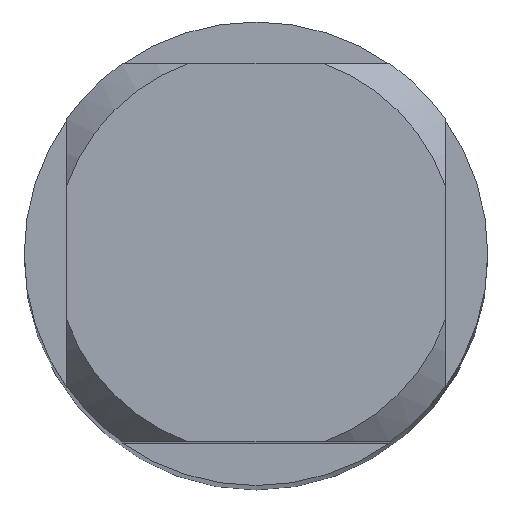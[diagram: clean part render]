
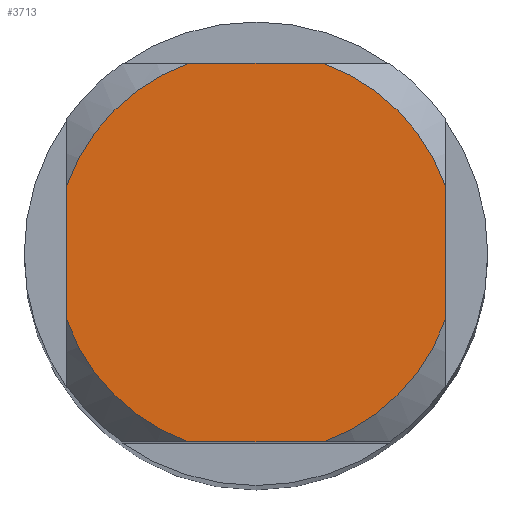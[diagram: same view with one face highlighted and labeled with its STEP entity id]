
A CAD part, top view. The second image highlights one B-rep face of the part: STEP entity #3713.
In plain terms, the highlighted planar face has unit normal (0, 0, 1).
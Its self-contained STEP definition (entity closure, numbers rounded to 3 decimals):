
#1783=VERTEX_POINT('',#5224);
#2135=EDGE_CURVE('',#2959,#3293,#5614,.T.);
#2145=EDGE_CURVE('',#5003,#3701,#5624,.T.);
#2959=VERTEX_POINT('',#6507);
#3293=VERTEX_POINT('',#6869);
#3549=VERTEX_POINT('',#7151);
#3571=EDGE_CURVE('',#3549,#3701,#7175,.T.);
#3701=VERTEX_POINT('',#7322);
#3713=ADVANCED_FACE('',(#7334),#7335,.T.);
#3781=VERTEX_POINT('',#7407);
#3873=EDGE_CURVE('',#1783,#3293,#7507,.T.);
#4173=EDGE_CURVE('',#2959,#3781,#7829,.T.);
#4257=VERTEX_POINT('',#7920);
#4627=EDGE_CURVE('',#3549,#4257,#8332,.T.);
#5003=VERTEX_POINT('',#8738);
#5037=EDGE_CURVE('',#1783,#4257,#8774,.T.);
#5155=EDGE_CURVE('',#5003,#3781,#8900,.T.);
#5224=CARTESIAN_POINT('',(-0.87,-2.45,0.0));
#5614=CIRCLE('',#9884,2.6);
#5624=LINE('',#9910,#9911);
#6507=CARTESIAN_POINT('',(2.45,-0.87,0.0));
#6869=CARTESIAN_POINT('',(0.87,-2.45,0.0));
#7151=CARTESIAN_POINT('',(-2.45,0.87,0.0));
#7175=CIRCLE('',#13629,2.6);
#7322=CARTESIAN_POINT('',(-0.87,2.45,0.0));
#7334=FACE_OUTER_BOUND('',#13984,.T.);
#7335=PLANE('',#13985);
#7407=CARTESIAN_POINT('',(2.45,0.87,0.0));
#7507=LINE('',#14385,#14386);
#7829=LINE('',#15190,#15191);
#7920=CARTESIAN_POINT('',(-2.45,-0.87,0.0));
#8332=LINE('',#16259,#16260);
#8738=CARTESIAN_POINT('',(0.87,2.45,0.0));
#8774=CIRCLE('',#17264,2.6);
#8900=CIRCLE('',#17615,2.6);
#9884=AXIS2_PLACEMENT_3D('',#18073,#18074,#18075);
#9910=CARTESIAN_POINT('',(0.0,2.45,0.0));
#9911=VECTOR('',#18079,1.0);
#13629=AXIS2_PLACEMENT_3D('',#19739,#19740,#19741);
#13984=EDGE_LOOP('',(#19931,#19932,#19933,#19934,#19935,#19936,#19937,#19938));
#13985=AXIS2_PLACEMENT_3D('',#19939,#19940,#19941);
#14385=CARTESIAN_POINT('',(0.0,-2.45,0.0));
#14386=VECTOR('',#20113,1.0);
#15190=CARTESIAN_POINT('',(2.45,0.65,0.0));
#15191=VECTOR('',#20402,1.0);
#16259=CARTESIAN_POINT('',(-2.45,0.65,0.0));
#16260=VECTOR('',#20970,1.0);
#17264=AXIS2_PLACEMENT_3D('',#21493,#21494,#21495);
#17615=AXIS2_PLACEMENT_3D('',#21710,#21711,#21712);
#18073=CARTESIAN_POINT('',(0.0,0.0,0.0));
#18074=DIRECTION('',(0.0,0.0,-1.0));
#18075=DIRECTION('',(0.0,1.0,0.0));
#18079=DIRECTION('',(-1.0,0.0,0.0));
#19739=CARTESIAN_POINT('',(0.0,0.0,0.0));
#19740=DIRECTION('',(0.0,0.0,-1.0));
#19741=DIRECTION('',(0.0,1.0,0.0));
#19931=ORIENTED_EDGE('',*,*,#4627,.T.);
#19932=ORIENTED_EDGE('',*,*,#5037,.F.);
#19933=ORIENTED_EDGE('',*,*,#3873,.T.);
#19934=ORIENTED_EDGE('',*,*,#2135,.F.);
#19935=ORIENTED_EDGE('',*,*,#4173,.T.);
#19936=ORIENTED_EDGE('',*,*,#5155,.F.);
#19937=ORIENTED_EDGE('',*,*,#2145,.T.);
#19938=ORIENTED_EDGE('',*,*,#3571,.F.);
#19939=CARTESIAN_POINT('',(0.0,1.3,0.0));
#19940=DIRECTION('',(-0.0,0.0,1.0));
#19941=DIRECTION('',(0.0,-1.0,0.0));
#20113=DIRECTION('',(1.0,0.0,0.0));
#20402=DIRECTION('',(-0.0,1.0,0.0));
#20970=DIRECTION('',(-0.0,-1.0,0.0));
#21493=CARTESIAN_POINT('',(0.0,0.0,0.0));
#21494=DIRECTION('',(0.0,0.0,-1.0));
#21495=DIRECTION('',(0.0,1.0,0.0));
#21710=CARTESIAN_POINT('',(0.0,0.0,0.0));
#21711=DIRECTION('',(0.0,0.0,-1.0));
#21712=DIRECTION('',(0.0,1.0,0.0));
